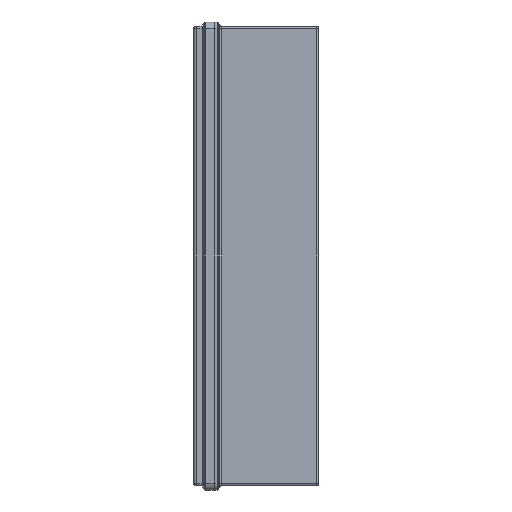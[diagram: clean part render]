
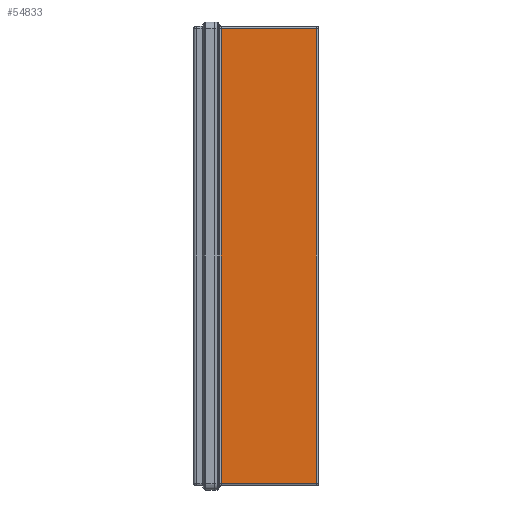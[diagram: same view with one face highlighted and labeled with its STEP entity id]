
A CAD part, left-side view. The second image highlights one B-rep face of the part: STEP entity #54833.
In plain terms, the highlighted planar face has unit normal (-1, 0, 0).
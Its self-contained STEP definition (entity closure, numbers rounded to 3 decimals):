
#2159 = EDGE_CURVE ( 'NONE', #30375, #63477, #62927, .T. ) ;
#3490 = CARTESIAN_POINT ( 'NONE',  ( -167.25, -75.8, -165.45 ) ) ;
#6584 = CARTESIAN_POINT ( 'NONE',  ( -167.25, -4.894, -165.45 ) ) ;
#8130 = VECTOR ( 'NONE', #15969, 1000. ) ;
#9736 = CARTESIAN_POINT ( 'NONE',  ( -167.25, -75.8, 165.45 ) ) ;
#11942 = VECTOR ( 'NONE', #38987, 1000. ) ;
#15969 = DIRECTION ( 'NONE',  ( 0., 1., 0. ) ) ;
#17614 = EDGE_CURVE ( 'NONE', #41511, #30375, #63698, .T. ) ;
#18431 = ORIENTED_EDGE ( 'NONE', *, *, #20666, .T. ) ;
#20666 = EDGE_CURVE ( 'NONE', #76742, #41511, #22712, .T. ) ;
#22712 = LINE ( 'NONE', #9736, #8130 ) ;
#27644 = ORIENTED_EDGE ( 'NONE', *, *, #45515, .T. ) ;
#30375 = VERTEX_POINT ( 'NONE', #6584 ) ;
#30468 = CARTESIAN_POINT ( 'NONE',  ( -167.25, -4.894, -167.25 ) ) ;
#38987 = DIRECTION ( 'NONE',  ( 0., 0., 1. ) ) ;
#41511 = VERTEX_POINT ( 'NONE', #77146 ) ;
#42376 = CARTESIAN_POINT ( 'NONE',  ( -167.25, -75.8, -167.25 ) ) ;
#45515 = EDGE_CURVE ( 'NONE', #63477, #76742, #71680, .T. ) ;
#48516 = VECTOR ( 'NONE', #59203, 1000. ) ;
#48573 = PLANE ( 'NONE',  #60392 ) ;
#49588 = DIRECTION ( 'NONE',  ( 0., 0., -1. ) ) ;
#51700 = CARTESIAN_POINT ( 'NONE',  ( -167.25, -74.3, 165.45 ) ) ;
#54221 = DIRECTION ( 'NONE',  ( -1., 0., 0. ) ) ;
#54752 = DIRECTION ( 'NONE',  ( 0., 0., 1. ) ) ;
#54833 = ADVANCED_FACE ( 'NONE', ( #64711 ), #48573, .T. ) ;
#57542 = CARTESIAN_POINT ( 'NONE',  ( -167.25, -74.3, 165.45 ) ) ;
#59203 = DIRECTION ( 'NONE',  ( 0., -1., 0. ) ) ;
#60392 = AXIS2_PLACEMENT_3D ( 'NONE', #42376, #54221, #54752 ) ;
#62927 = LINE ( 'NONE', #3490, #48516 ) ;
#63427 = CARTESIAN_POINT ( 'NONE',  ( -167.25, -74.3, -165.45 ) ) ;
#63477 = VERTEX_POINT ( 'NONE', #63427 ) ;
#63698 = LINE ( 'NONE', #30468, #78132 ) ;
#64711 = FACE_OUTER_BOUND ( 'NONE', #71505, .T. ) ;
#71505 = EDGE_LOOP ( 'NONE', ( #78194, #27644, #18431, #77083 ) ) ;
#71680 = LINE ( 'NONE', #57542, #11942 ) ;
#76742 = VERTEX_POINT ( 'NONE', #51700 ) ;
#77083 = ORIENTED_EDGE ( 'NONE', *, *, #17614, .T. ) ;
#77146 = CARTESIAN_POINT ( 'NONE',  ( -167.25, -4.894, 165.45 ) ) ;
#78132 = VECTOR ( 'NONE', #49588, 1000. ) ;
#78194 = ORIENTED_EDGE ( 'NONE', *, *, #2159, .T. ) ;
